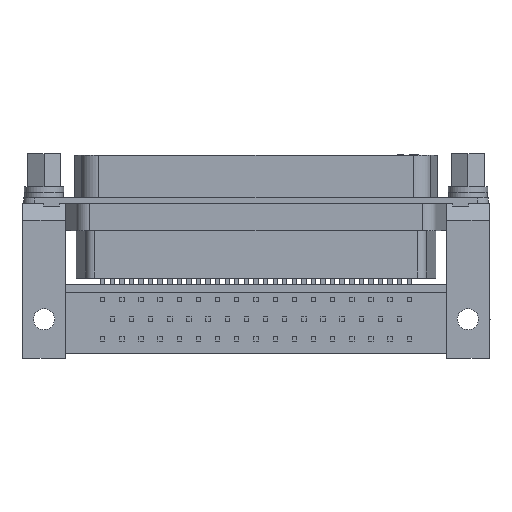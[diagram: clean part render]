
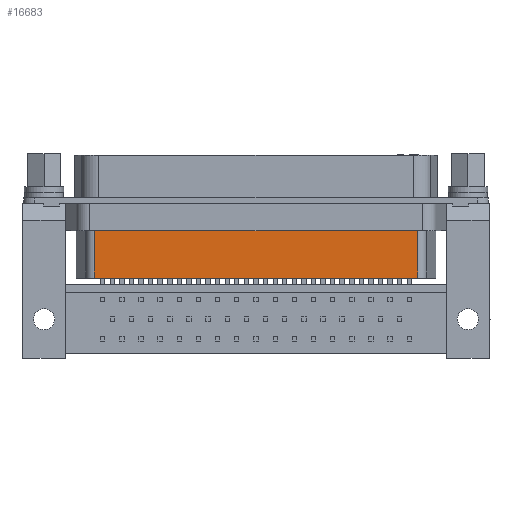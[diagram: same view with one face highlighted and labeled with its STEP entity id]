
A CAD part, front view. The second image highlights one B-rep face of the part: STEP entity #16683.
In plain terms, the highlighted planar face has unit normal (0, -1, 0).
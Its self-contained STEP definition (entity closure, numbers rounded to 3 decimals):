
#351 = CARTESIAN_POINT ( 'NONE',  ( 23.35, -5.016, -10.918 ) ) ;
#457 = ORIENTED_EDGE ( 'NONE', *, *, #13719, .T. ) ;
#481 = AXIS2_PLACEMENT_3D ( 'NONE', #26248, #12134, #39286 ) ;
#2877 = VERTEX_POINT ( 'NONE', #29621 ) ;
#2922 = DIRECTION ( 'NONE',  ( -1., 0., 0. ) ) ;
#7006 = DIRECTION ( 'NONE',  ( 0., 0., -1. ) ) ;
#8195 = VECTOR ( 'NONE', #7006, 1000. ) ;
#8420 = CARTESIAN_POINT ( 'NONE',  ( 23.35, -5.016, -10.918 ) ) ;
#12134 = DIRECTION ( 'NONE',  ( 0., -1., 0. ) ) ;
#12146 = EDGE_CURVE ( 'NONE', #33159, #2877, #27091, .T. ) ;
#12307 = CARTESIAN_POINT ( 'NONE',  ( -23.35, -5.016, -10.918 ) ) ;
#12783 = FACE_OUTER_BOUND ( 'NONE', #13632, .T. ) ;
#12881 = CARTESIAN_POINT ( 'NONE',  ( 23.35, -5.016, -10.918 ) ) ;
#13632 = EDGE_LOOP ( 'NONE', ( #26685, #20953, #24807, #457 ) ) ;
#13719 = EDGE_CURVE ( 'NONE', #33159, #36130, #23480, .T. ) ;
#16683 = ADVANCED_FACE ( 'NONE', ( #12783 ), #39058, .T. ) ;
#17986 = CARTESIAN_POINT ( 'NONE',  ( -23.35, -5.016, -17.714 ) ) ;
#18438 = DIRECTION ( 'NONE',  ( -1., 0., 0. ) ) ;
#20953 = ORIENTED_EDGE ( 'NONE', *, *, #38685, .F. ) ;
#22852 = LINE ( 'NONE', #28604, #27262 ) ;
#23480 = LINE ( 'NONE', #12881, #36382 ) ;
#24807 = ORIENTED_EDGE ( 'NONE', *, *, #12146, .F. ) ;
#26191 = VECTOR ( 'NONE', #30501, 1000. ) ;
#26248 = CARTESIAN_POINT ( 'NONE',  ( 23.35, -5.016, -10.918 ) ) ;
#26685 = ORIENTED_EDGE ( 'NONE', *, *, #43166, .T. ) ;
#27091 = LINE ( 'NONE', #351, #8195 ) ;
#27262 = VECTOR ( 'NONE', #18438, 1000. ) ;
#28604 = CARTESIAN_POINT ( 'NONE',  ( 23.35, -5.016, -17.714 ) ) ;
#29621 = CARTESIAN_POINT ( 'NONE',  ( 23.35, -5.016, -17.714 ) ) ;
#30341 = VERTEX_POINT ( 'NONE', #17986 ) ;
#30501 = DIRECTION ( 'NONE',  ( 0., 0., -1. ) ) ;
#33159 = VERTEX_POINT ( 'NONE', #8420 ) ;
#33373 = CARTESIAN_POINT ( 'NONE',  ( -23.35, -5.016, -10.918 ) ) ;
#36130 = VERTEX_POINT ( 'NONE', #12307 ) ;
#36382 = VECTOR ( 'NONE', #2922, 1000. ) ;
#38685 = EDGE_CURVE ( 'NONE', #2877, #30341, #22852, .T. ) ;
#39058 = PLANE ( 'NONE',  #481 ) ;
#39286 = DIRECTION ( 'NONE',  ( 0., 0., -1. ) ) ;
#43166 = EDGE_CURVE ( 'NONE', #36130, #30341, #43561, .T. ) ;
#43561 = LINE ( 'NONE', #33373, #26191 ) ;
